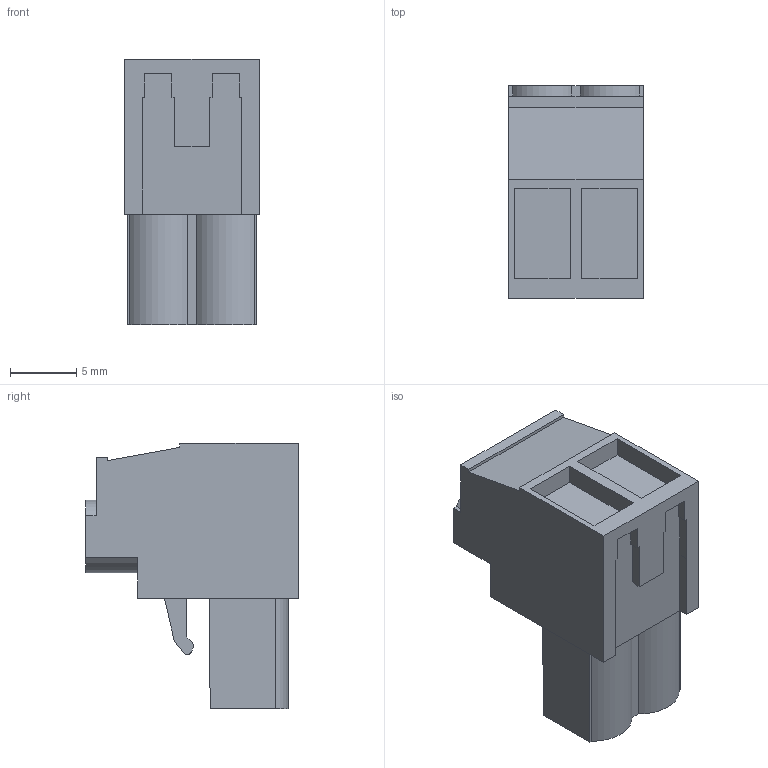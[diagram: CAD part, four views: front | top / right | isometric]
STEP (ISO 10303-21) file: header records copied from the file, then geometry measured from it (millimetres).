
FILE_DESCRIPTION(('CATIA V5 STEP','CAx-IF Rec.Pracs.--- Model Styling and Organization---1.2---2011-12-15'),'2;1');
FILE_NAME ('D1459866_0_1943580000_1943580000.stp','2017-05-20T10:48:48+00:00',('none'),('Weidmueller'),'CATIA Version 5-6 Release 2014','CATIA V5 STEP AP214','none');
FILE_SCHEMA(('AUTOMOTIVE_DESIGN { 1 0 10303 214 1 1 1 1 }'));
Length unit declared in the file: millimetre
Products named in the file (1): 1943580000
Bounding box: 10.16 x 16.1 x 20.05 mm (x, y, z)
Volume: 1927 mm3; surface area: 1568.1 mm2
Topology: 3 solids, 3 shells, 154 faces, 416 edges, 277 vertices
Faces by surface type: plane 134, cylinder 20
Entity records: 4599 total; most frequent: ORIENTED_EDGE 832, CARTESIAN_POINT 816, DIRECTION 660, EDGE_CURVE 416, VECTOR 368, LINE 368, VERTEX_POINT 277, AXIS2_PLACEMENT_3D 171
